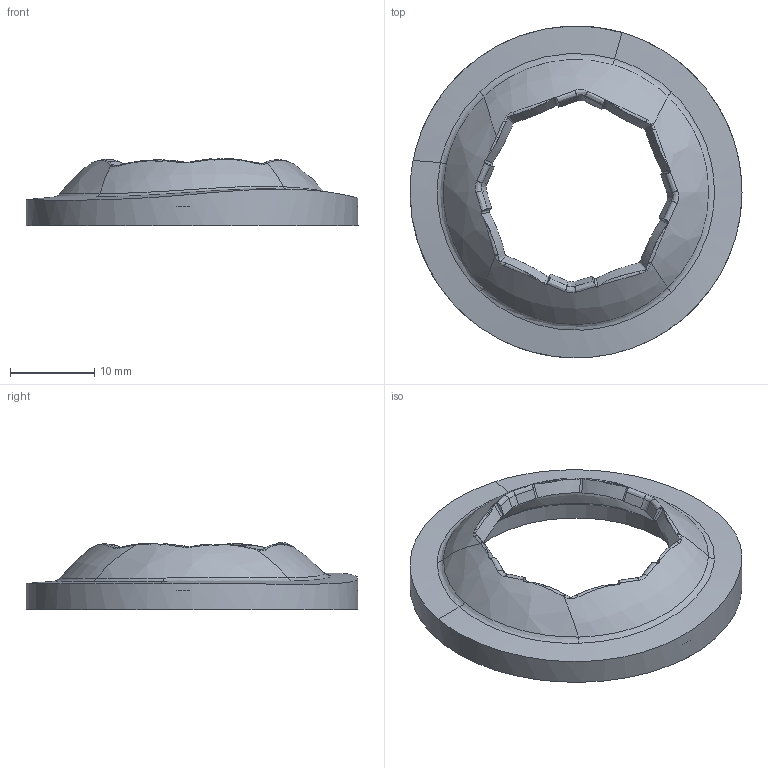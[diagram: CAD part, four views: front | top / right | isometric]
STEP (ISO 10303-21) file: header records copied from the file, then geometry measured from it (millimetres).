
FILE_DESCRIPTION(('Open CASCADE Model'),'2;1');
FILE_NAME('Open CASCADE Shape Model','2023-11-24T08:23:22',('Author'),( 'Open CASCADE'),'Open CASCADE STEP processor 7.7','Open CASCADE 7.7' ,'Unknown');
FILE_SCHEMA(('AUTOMOTIVE_DESIGN { 1 0 10303 214 1 1 1 1 }'));
Length unit declared in the file: millimetre
Products named in the file (1): Open CASCADE STEP translator 7.7 1
Bounding box: 39.4 x 39.39 x 7.96 mm (x, y, z)
Volume: 2802 mm3; surface area: 2834.5 mm2
Topology: 1 solids, 1 shells, 118 faces, 307 edges, 194 vertices
Faces by surface type: bspline 105, cylinder 5, plane 5, cone 2, torus 1
Full cylindrical faces by diameter (mm): 5.3 x4, 39.4 x1
Entity records: 38340 total; most frequent: CARTESIAN_POINT 33991, B_SPLINE_CURVE_WITH_KNOTS 764, ORIENTED_EDGE 614, PCURVE 614, DEFINITIONAL_REPRESENTATION 614, EDGE_CURVE 307, SURFACE_CURVE 299, DIRECTION 215
